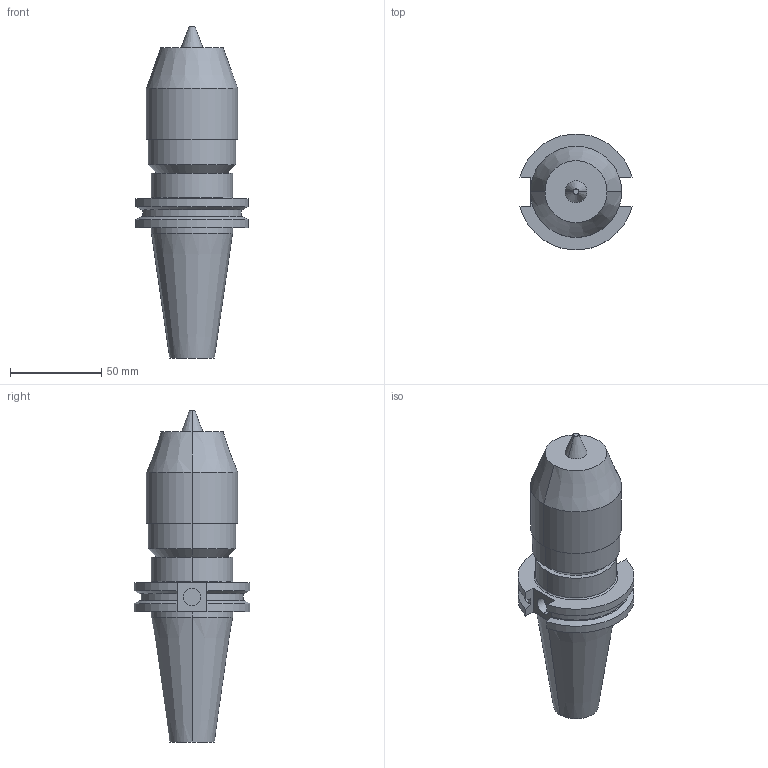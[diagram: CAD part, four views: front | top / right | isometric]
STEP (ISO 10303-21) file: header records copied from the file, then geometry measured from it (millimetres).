
FILE_DESCRIPTION (( 'STEP AP203' ), '1' );
FILE_NAME ('STP-22403.STEP', '2019-04-25T03:38:04', ( 'user' ), ( '' ), 'SwSTEP 2.0', 'SolidWorks 2017', '' );
FILE_SCHEMA (( 'CONFIG_CONTROL_DESIGN' ));
Length unit declared in the file: millimetre
Products named in the file (1): STP-22403
Bounding box: 61.35 x 63.26 x 181.85 mm (x, y, z)
Volume: 246230.7 mm3; surface area: 33713 mm2
Topology: 2 solids, 2 shells, 60 faces, 139 edges, 88 vertices
Faces by surface type: cylinder 22, plane 21, cone 14, torus 2, bspline 1
Entity records: 1830 total; most frequent: CARTESIAN_POINT 361, DIRECTION 310, ORIENTED_EDGE 274, EDGE_CURVE 137, AXIS2_PLACEMENT_3D 123, VERTEX_POINT 88, EDGE_LOOP 67, VECTOR 64
